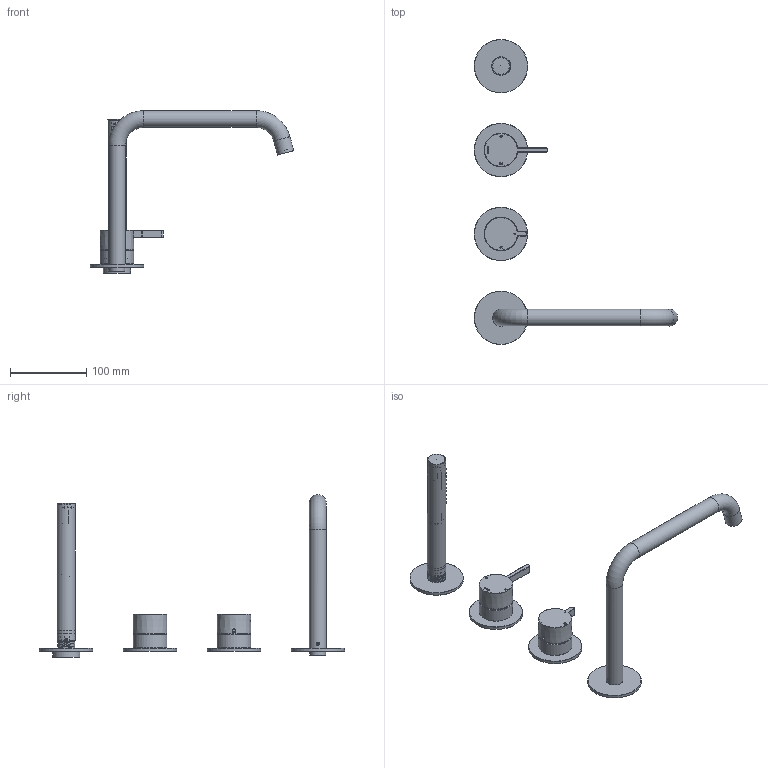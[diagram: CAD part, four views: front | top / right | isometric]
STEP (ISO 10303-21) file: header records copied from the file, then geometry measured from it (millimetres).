
FILE_DESCRIPTION(/* description */ ('Unknown'),/* implementation_level */ '2;1');
FILE_NAME(/* name */ 'AC073-00',/* time_stamp */ '2023-10-10T17:42:40+02:00',/* author */ ('Unknown'),/* organization */ ('Unknown'),/* preprocessor_version */ 'ST-DEVELOPER v18.102',/* originating_system */ 'Solid Edge',/* authorisation */ 'Unknown');
FILE_SCHEMA (('AUTOMOTIVE_DESIGN {1 0 10303 214 3 1 1}'));
Length unit declared in the file: millimetre
Products named in the file (24): AC073-00; CW023-03_oa_0; CW023-002_oa_1; CW023-02; AC023-001; CB004-11; AC023-02; AC023-03; AC023-01; AC131-001_oa_2; AC131-01; CW023-03; AC111-02; AC111-001_oa_3; AC111-01; CW072-005; CW072-02; CW072-002 (ace)_oa_4; grp doccia_oa_5; M354-00_oa_6; C101014_02100ZZ; A133037_13400ZZ; A089014_00101ZZ; A064038_12900ZZ
Assembly tree (24 placements, depth 3):
  AC073-00
    CW023-03_oa_0
    CW023-002_oa_1
      CW023-02
    AC023-001
      CB004-11
      AC023-02
    AC023-03  x2
    AC023-01
    AC131-001_oa_2
      AC131-01
    CW023-03
    AC111-02
    AC111-001_oa_3
      AC111-01
    CW072-005
    CW072-02
    CW072-002 (ace)_oa_4
      grp doccia_oa_5
    M354-00_oa_6
      C101014_02100ZZ
      A133037_13400ZZ
      A089014_00101ZZ
      A064038_12900ZZ
Bounding box: 266.82 x 400 x 213.29 mm (x, y, z)
Volume: 173258.9 mm3; surface area: 185283.8 mm2
Topology: 18 solids, 18 shells, 1458 faces, 3843 edges, 2480 vertices
Faces by surface type: plane 495, cylinder 364, bspline 306, torus 155, cone 135, sphere 3
Full cylindrical faces by diameter (mm): 3.2 x40, 3.242 x2, 3.98 x1, 4 x1, 4.2 x1, 4.98 x1, 8.5 x1, 10.8 x1, 13.8 x1, 14 x2, 15 x1, 15.5 x1, 16 x1, 17 x2, 17.4 x1, 18 x5, 18.4 x1, 18.5 x1, 18.6 x1, 18.75 x1, 18.8 x2, 19 x1, 20.8 x4, 21 x1, 21.166 x1, 21.6 x2, 21.8 x1, 22 x5, 22.2 x1, 23 x2
Entity records: 58360 total; most frequent: CARTESIAN_POINT 23081, ORIENTED_EDGE 6512, DIRECTION 5757, EDGE_CURVE 3256, AXIS2_PLACEMENT_3D 2266, VERTEX_POINT 2253, FACE_BOUND 2055, EDGE_LOOP 2054
